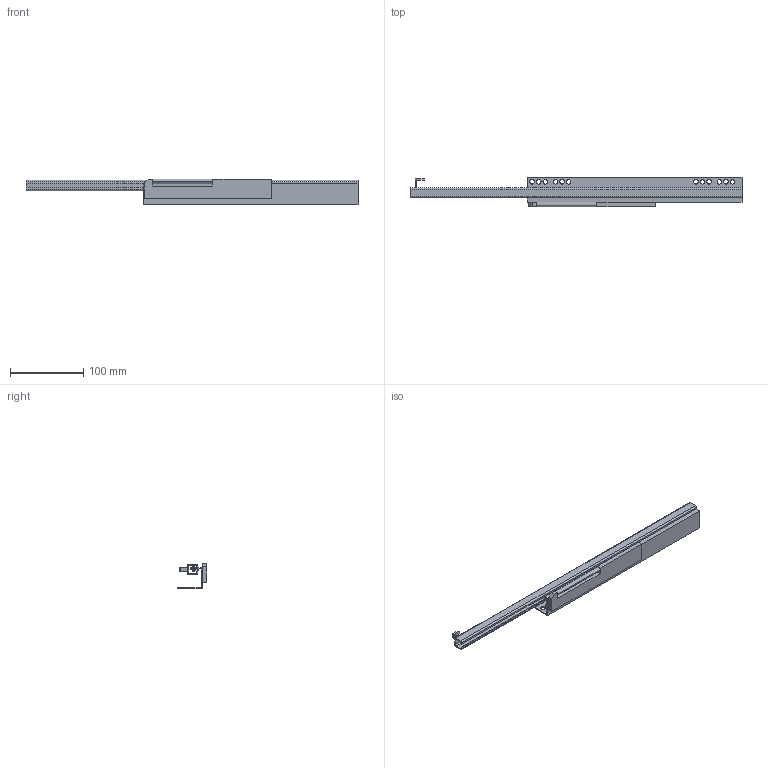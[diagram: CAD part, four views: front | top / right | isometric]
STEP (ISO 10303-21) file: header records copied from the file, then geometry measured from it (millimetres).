
FILE_DESCRIPTION (( 'STEP AP214' ), '1' );
FILE_NAME ('F000159_CLOSED_RIGHT_3D.step', '2023-02-21T10:57:22', ( '' ), ( '' ), 'SwSTEP 2.0', 'SolidWorks 2020', '' );
FILE_SCHEMA (( 'AUTOMOTIVE_DESIGN' ));
Length unit declared in the file: millimetre
Products named in the file (4): NU04-tlumic; NU04-450-VNEJSI-PRAVY; NU04-450-VNITRNI_PRAVY; F000159_CLOSED_RIGHT_3D
Assembly tree (3 placements, depth 2):
  F000159_CLOSED_RIGHT_3D
    NU04-450-VNEJSI-PRAVY
    NU04-450-VNITRNI_PRAVY
    NU04-tlumic
Bounding box: 454 x 40 x 35 mm (x, y, z)
Volume: 88432.5 mm3; surface area: 105558 mm2
Topology: 4 solids, 4 shells, 133 faces, 372 edges, 248 vertices
Faces by surface type: cylinder 83, plane 50
Entity records: 4615 total; most frequent: DIRECTION 816, CARTESIAN_POINT 759, ORIENTED_EDGE 744, EDGE_CURVE 372, AXIS2_PLACEMENT_3D 305, VERTEX_POINT 248, VECTOR 206, LINE 206
